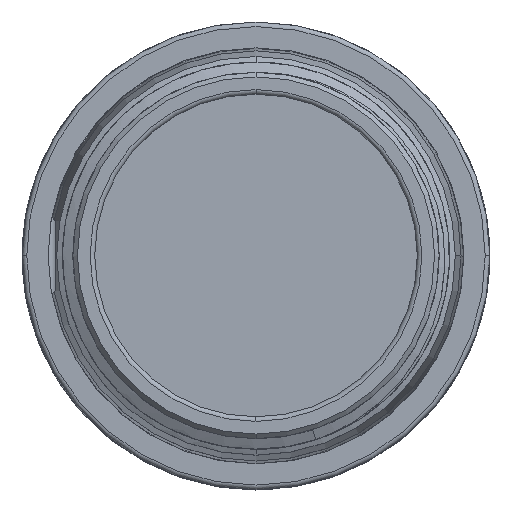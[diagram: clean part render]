
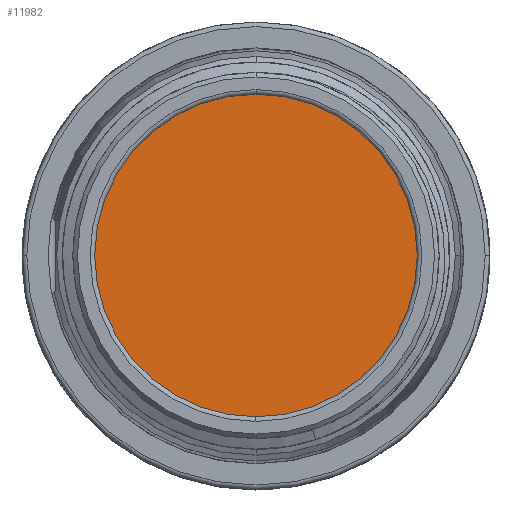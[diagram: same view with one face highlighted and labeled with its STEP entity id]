
A CAD part, top view. The second image highlights one B-rep face of the part: STEP entity #11982.
In plain terms, the highlighted planar face has unit normal (0, 0, 1).
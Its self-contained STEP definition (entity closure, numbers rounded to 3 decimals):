
#1727=CARTESIAN_POINT('',(0.,0.,-0.2));
#1728=DIRECTION('',(0.,0.,-1.));
#1729=DIRECTION('',(0.,-1.,0.));
#1730=AXIS2_PLACEMENT_3D('',#1727,#1728,#1729);
#1742=CARTESIAN_POINT('',(0.,0.,-0.2));
#1743=DIRECTION('',(0.,0.,-1.));
#1744=DIRECTION('',(0.,1.,0.));
#1745=AXIS2_PLACEMENT_3D('',#1742,#1743,#1744);
#9615=CARTESIAN_POINT('',(0.,7.,-0.2));
#9616=CARTESIAN_POINT('',(0.,-7.,-0.2));
#9617=VERTEX_POINT('',#9615);
#9618=VERTEX_POINT('',#9616);
#11972=CARTESIAN_POINT('',(0.,0.,-0.2));
#11973=DIRECTION('',(0.,0.,-1.));
#11974=DIRECTION('',(0.,-1.,0.));
#11975=AXIS2_PLACEMENT_3D('',#11972,#11973,#11974);
#11976=PLANE('',#11975);
#11978=ORIENTED_EDGE('',*,*,#11977,.T.);
#11979=ORIENTED_EDGE('',*,*,#11962,.T.);
#11980=EDGE_LOOP('',(#11978,#11979));
#11981=FACE_OUTER_BOUND('',#11980,.F.);
#11982=ADVANCED_FACE('',(#11981),#11976,.F.);
#1731=CIRCLE('',#1730,7.);
#1746=CIRCLE('',#1745,7.);
#11962=EDGE_CURVE('',#9618,#9617,#1731,.T.);
#11977=EDGE_CURVE('',#9617,#9618,#1746,.T.);
